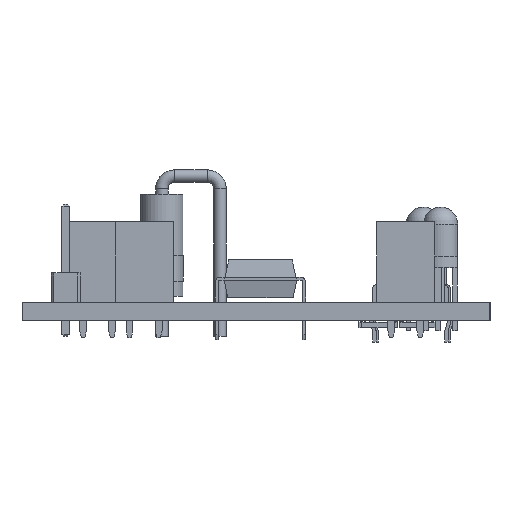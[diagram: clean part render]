
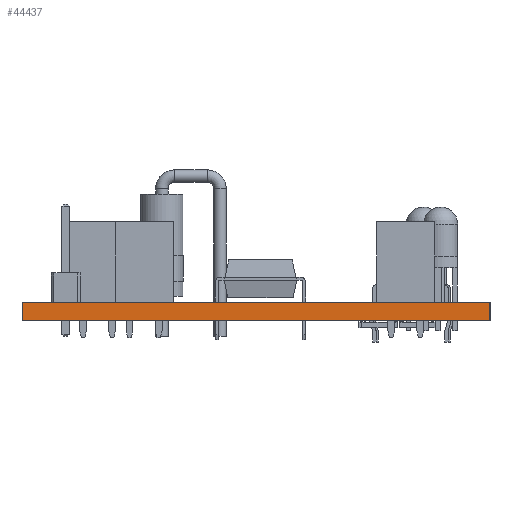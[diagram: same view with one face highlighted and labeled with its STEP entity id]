
A CAD part, left-side view. The second image highlights one B-rep face of the part: STEP entity #44437.
In plain terms, the highlighted planar face has unit normal (-1, 0, 0).
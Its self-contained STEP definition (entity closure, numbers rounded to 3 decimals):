
#44256 = PLANE('',#44257);
#44257 = AXIS2_PLACEMENT_3D('',#44258,#44259,#44260);
#44258 = CARTESIAN_POINT('',(109.728,-69.596,0.));
#44259 = DIRECTION('',(0.,-1.,0.));
#44260 = DIRECTION('',(-1.,0.,0.));
#44281 = VERTEX_POINT('',#44282);
#44282 = CARTESIAN_POINT('',(17.78,-69.596,1.6));
#44296 = PLANE('',#44297);
#44297 = AXIS2_PLACEMENT_3D('',#44298,#44299,#44300);
#44298 = CARTESIAN_POINT('',(63.754,-49.149,1.6));
#44299 = DIRECTION('',(-0.,-0.,-1.));
#44300 = DIRECTION('',(-1.,0.,0.));
#44308 = EDGE_CURVE('',#44309,#44281,#44311,.T.);
#44309 = VERTEX_POINT('',#44310);
#44310 = CARTESIAN_POINT('',(17.78,-69.596,0.));
#44311 = SURFACE_CURVE('',#44312,(#44316,#44323),.PCURVE_S1.);
#44312 = LINE('',#44313,#44314);
#44313 = CARTESIAN_POINT('',(17.78,-69.596,0.));
#44314 = VECTOR('',#44315,1.);
#44315 = DIRECTION('',(0.,0.,1.));
#44316 = PCURVE('',#44256,#44317);
#44317 = DEFINITIONAL_REPRESENTATION('',(#44318),#44322);
#44318 = LINE('',#44319,#44320);
#44319 = CARTESIAN_POINT('',(91.948,0.));
#44320 = VECTOR('',#44321,1.);
#44321 = DIRECTION('',(0.,-1.));
#44322 = ( GEOMETRIC_REPRESENTATION_CONTEXT(2) 
PARAMETRIC_REPRESENTATION_CONTEXT() REPRESENTATION_CONTEXT('2D SPACE',''
  ) );
#44323 = PCURVE('',#44324,#44329);
#44324 = PLANE('',#44325);
#44325 = AXIS2_PLACEMENT_3D('',#44326,#44327,#44328);
#44326 = CARTESIAN_POINT('',(17.78,-69.596,0.));
#44327 = DIRECTION('',(-1.,0.,0.));
#44328 = DIRECTION('',(0.,1.,0.));
#44329 = DEFINITIONAL_REPRESENTATION('',(#44330),#44334);
#44330 = LINE('',#44331,#44332);
#44331 = CARTESIAN_POINT('',(0.,0.));
#44332 = VECTOR('',#44333,1.);
#44333 = DIRECTION('',(0.,-1.));
#44334 = ( GEOMETRIC_REPRESENTATION_CONTEXT(2) 
PARAMETRIC_REPRESENTATION_CONTEXT() REPRESENTATION_CONTEXT('2D SPACE',''
  ) );
#44350 = PLANE('',#44351);
#44351 = AXIS2_PLACEMENT_3D('',#44352,#44353,#44354);
#44352 = CARTESIAN_POINT('',(63.754,-49.149,0.));
#44353 = DIRECTION('',(-0.,-0.,-1.));
#44354 = DIRECTION('',(-1.,0.,0.));
#44383 = PLANE('',#44384);
#44384 = AXIS2_PLACEMENT_3D('',#44385,#44386,#44387);
#44385 = CARTESIAN_POINT('',(17.78,-28.702,0.));
#44386 = DIRECTION('',(0.,1.,0.));
#44387 = DIRECTION('',(1.,0.,0.));
#44437 = ADVANCED_FACE('',(#44438),#44324,.T.);
#44438 = FACE_BOUND('',#44439,.T.);
#44439 = EDGE_LOOP('',(#44440,#44441,#44464,#44487));
#44440 = ORIENTED_EDGE('',*,*,#44308,.T.);
#44441 = ORIENTED_EDGE('',*,*,#44442,.T.);
#44442 = EDGE_CURVE('',#44281,#44443,#44445,.T.);
#44443 = VERTEX_POINT('',#44444);
#44444 = CARTESIAN_POINT('',(17.78,-28.702,1.6));
#44445 = SURFACE_CURVE('',#44446,(#44450,#44457),.PCURVE_S1.);
#44446 = LINE('',#44447,#44448);
#44447 = CARTESIAN_POINT('',(17.78,-69.596,1.6));
#44448 = VECTOR('',#44449,1.);
#44449 = DIRECTION('',(0.,1.,0.));
#44450 = PCURVE('',#44324,#44451);
#44451 = DEFINITIONAL_REPRESENTATION('',(#44452),#44456);
#44452 = LINE('',#44453,#44454);
#44453 = CARTESIAN_POINT('',(0.,-1.6));
#44454 = VECTOR('',#44455,1.);
#44455 = DIRECTION('',(1.,0.));
#44456 = ( GEOMETRIC_REPRESENTATION_CONTEXT(2) 
PARAMETRIC_REPRESENTATION_CONTEXT() REPRESENTATION_CONTEXT('2D SPACE',''
  ) );
#44457 = PCURVE('',#44296,#44458);
#44458 = DEFINITIONAL_REPRESENTATION('',(#44459),#44463);
#44459 = LINE('',#44460,#44461);
#44460 = CARTESIAN_POINT('',(45.974,-20.447));
#44461 = VECTOR('',#44462,1.);
#44462 = DIRECTION('',(0.,1.));
#44463 = ( GEOMETRIC_REPRESENTATION_CONTEXT(2) 
PARAMETRIC_REPRESENTATION_CONTEXT() REPRESENTATION_CONTEXT('2D SPACE',''
  ) );
#44464 = ORIENTED_EDGE('',*,*,#44465,.F.);
#44465 = EDGE_CURVE('',#44466,#44443,#44468,.T.);
#44466 = VERTEX_POINT('',#44467);
#44467 = CARTESIAN_POINT('',(17.78,-28.702,0.));
#44468 = SURFACE_CURVE('',#44469,(#44473,#44480),.PCURVE_S1.);
#44469 = LINE('',#44470,#44471);
#44470 = CARTESIAN_POINT('',(17.78,-28.702,0.));
#44471 = VECTOR('',#44472,1.);
#44472 = DIRECTION('',(0.,0.,1.));
#44473 = PCURVE('',#44324,#44474);
#44474 = DEFINITIONAL_REPRESENTATION('',(#44475),#44479);
#44475 = LINE('',#44476,#44477);
#44476 = CARTESIAN_POINT('',(40.894,0.));
#44477 = VECTOR('',#44478,1.);
#44478 = DIRECTION('',(0.,-1.));
#44479 = ( GEOMETRIC_REPRESENTATION_CONTEXT(2) 
PARAMETRIC_REPRESENTATION_CONTEXT() REPRESENTATION_CONTEXT('2D SPACE',''
  ) );
#44480 = PCURVE('',#44383,#44481);
#44481 = DEFINITIONAL_REPRESENTATION('',(#44482),#44486);
#44482 = LINE('',#44483,#44484);
#44483 = CARTESIAN_POINT('',(0.,0.));
#44484 = VECTOR('',#44485,1.);
#44485 = DIRECTION('',(0.,-1.));
#44486 = ( GEOMETRIC_REPRESENTATION_CONTEXT(2) 
PARAMETRIC_REPRESENTATION_CONTEXT() REPRESENTATION_CONTEXT('2D SPACE',''
  ) );
#44487 = ORIENTED_EDGE('',*,*,#44488,.F.);
#44488 = EDGE_CURVE('',#44309,#44466,#44489,.T.);
#44489 = SURFACE_CURVE('',#44490,(#44494,#44501),.PCURVE_S1.);
#44490 = LINE('',#44491,#44492);
#44491 = CARTESIAN_POINT('',(17.78,-69.596,0.));
#44492 = VECTOR('',#44493,1.);
#44493 = DIRECTION('',(0.,1.,0.));
#44494 = PCURVE('',#44324,#44495);
#44495 = DEFINITIONAL_REPRESENTATION('',(#44496),#44500);
#44496 = LINE('',#44497,#44498);
#44497 = CARTESIAN_POINT('',(0.,0.));
#44498 = VECTOR('',#44499,1.);
#44499 = DIRECTION('',(1.,0.));
#44500 = ( GEOMETRIC_REPRESENTATION_CONTEXT(2) 
PARAMETRIC_REPRESENTATION_CONTEXT() REPRESENTATION_CONTEXT('2D SPACE',''
  ) );
#44501 = PCURVE('',#44350,#44502);
#44502 = DEFINITIONAL_REPRESENTATION('',(#44503),#44507);
#44503 = LINE('',#44504,#44505);
#44504 = CARTESIAN_POINT('',(45.974,-20.447));
#44505 = VECTOR('',#44506,1.);
#44506 = DIRECTION('',(0.,1.));
#44507 = ( GEOMETRIC_REPRESENTATION_CONTEXT(2) 
PARAMETRIC_REPRESENTATION_CONTEXT() REPRESENTATION_CONTEXT('2D SPACE',''
  ) );
